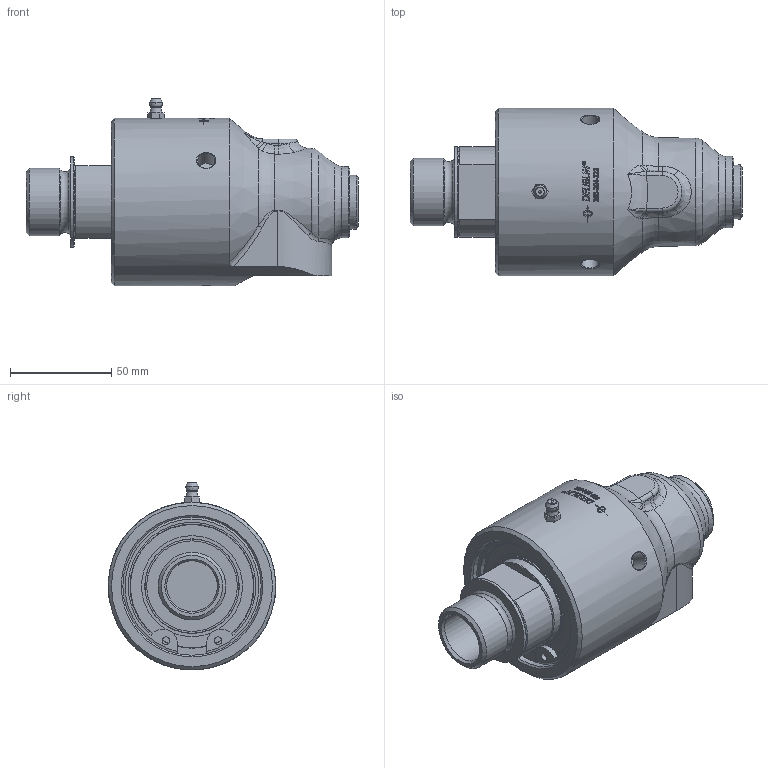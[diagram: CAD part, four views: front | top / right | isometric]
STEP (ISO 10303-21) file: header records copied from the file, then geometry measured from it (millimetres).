
FILE_DESCRIPTION(/* description */ (''),/* implementation_level */ '2;1');
FILE_NAME(/* name */ '355-204-222-IC.stp',/* time_stamp */ '2020-05-18T08:36:52-05:00',/* author */ ('Moorera'),/* organization */ (''),/* preprocessor_version */ 'ST-DEVELOPER v18.1',/* originating_system */ 'Autodesk Inventor 2020',/* authorisation */ '');
FILE_SCHEMA (('AUTOMOTIVE_DESIGN { 1 0 10303 214 3 1 1 }'));
Length unit declared in the file: millimetre
Products named in the file (1): 355-204-222-IC
Bounding box: 163.6 x 82.6 x 92.59 mm (x, y, z)
Volume: 480353.5 mm3; surface area: 51992.7 mm2
Topology: 1 solids, 3 shells, 459 faces, 1212 edges, 800 vertices
Faces by surface type: plane 201, bspline 145, cylinder 72, cone 29, torus 10, sphere 2
Full cylindrical faces by diameter (mm): 3 x1, 3.72 x2, 5.359 x1, 8.6 x3, 25 x1, 30.291 x1, 33.249 x1, 44.65 x2, 49.775 x1, 60.725 x1, 61.1 x1, 68.1 x1, 73.8 x1, 82.6 x1
Entity records: 20256 total; most frequent: CARTESIAN_POINT 9252, ORIENTED_EDGE 2418, DIRECTION 1962, EDGE_CURVE 1209, VERTEX_POINT 800, AXIS2_PLACEMENT_3D 766, EDGE_LOOP 510, FACE_OUTER_BOUND 459
